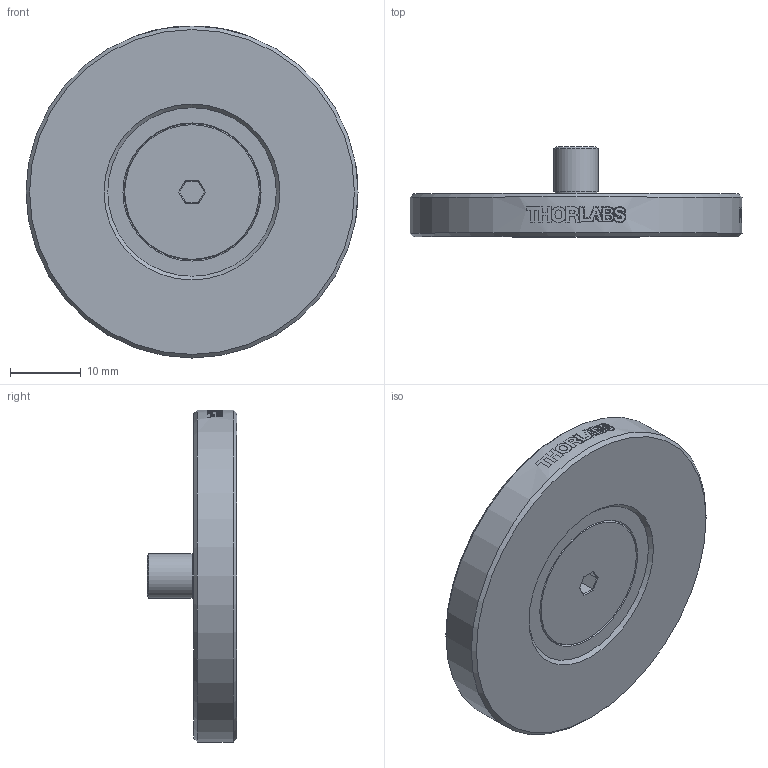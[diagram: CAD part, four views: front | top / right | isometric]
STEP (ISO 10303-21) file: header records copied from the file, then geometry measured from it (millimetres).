
FILE_DESCRIPTION(/* description */ ('STEP AP214'),/* implementation_level */ '2;1');
FILE_NAME(/* name */ 'cradle_pb4m_ext.stp',/* time_stamp */ '2022-12-10T13:38:29+01:00',/* author */ ('Rik Ubaghs'),/* organization */ (''),/* preprocessor_version */ 'ST-DEVELOPER v18.1',/* originating_system */ 'Autodesk Inventor 2021',/* authorisation */ '');
FILE_SCHEMA (('AUTOMOTIVE_DESIGN { 1 0 10303 214 3 1 1 }'));
Length unit declared in the file: millimetre
Products named in the file (1): cradle_pb4m_ext
Bounding box: 46.99 x 12.7 x 46.99 mm (x, y, z)
Volume: 10473.9 mm3; surface area: 4486.1 mm2
Topology: 1 solids, 1 shells, 53 faces, 247 edges, 225 vertices
Faces by surface type: cylinder 28, plane 19, cone 6
Full cylindrical faces by diameter (mm): 5.969 x1, 6.35 x1, 46.99 x1
Entity records: 5260 total; most frequent: CARTESIAN_POINT 3016, ORIENTED_EDGE 494, DIRECTION 391, EDGE_CURVE 247, VERTEX_POINT 225, AXIS2_PLACEMENT_3D 155, CIRCLE 97, EDGE_LOOP 82
